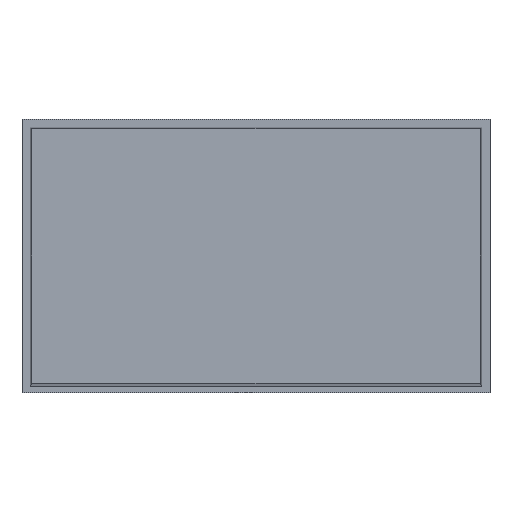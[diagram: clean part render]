
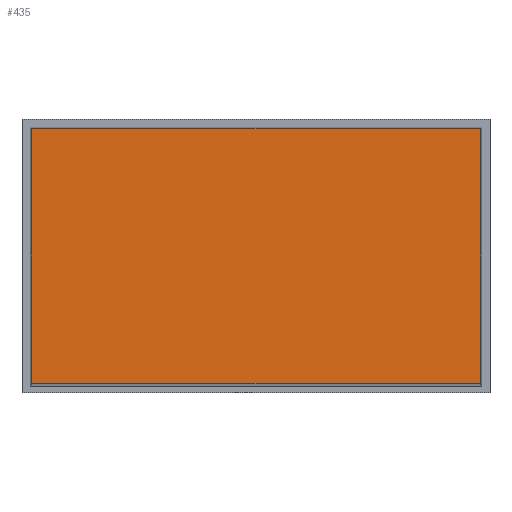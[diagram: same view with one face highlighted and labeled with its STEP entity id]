
A CAD part, front view. The second image highlights one B-rep face of the part: STEP entity #435.
In plain terms, the highlighted planar face has unit normal (0, -1, 0).
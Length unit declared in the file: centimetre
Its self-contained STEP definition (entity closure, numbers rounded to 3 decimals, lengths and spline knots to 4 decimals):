
#136=VERTEX_POINT('',#589);
#137=VERTEX_POINT('',#590);
#138=VERTEX_POINT('',#592);
#139=VERTEX_POINT('',#594);
#176=VECTOR('',#504,1.);
#177=VECTOR('',#505,1.);
#178=VECTOR('',#506,1.);
#179=VECTOR('',#507,1.);
#220=LINE('',#588,#176);
#221=LINE('',#591,#177);
#222=LINE('',#593,#178);
#223=LINE('',#595,#179);
#264=EDGE_CURVE('',#136,#137,#220,.T.);
#265=EDGE_CURVE('',#138,#136,#221,.T.);
#266=EDGE_CURVE('',#139,#138,#222,.T.);
#267=EDGE_CURVE('',#137,#139,#223,.T.);
#336=ORIENTED_EDGE('',*,*,#264,.F.);
#337=ORIENTED_EDGE('',*,*,#265,.F.);
#338=ORIENTED_EDGE('',*,*,#266,.F.);
#339=ORIENTED_EDGE('',*,*,#267,.F.);
#390=EDGE_LOOP('',(#336,#337,#338,#339));
#414=FACE_BOUND('',#390,.T.);
#435=ADVANCED_FACE('',(#414),#703,.F.);
#455=AXIS2_PLACEMENT_3D('',#587,#503,$);
#503=DIRECTION('',(0.,1.,0.));
#504=DIRECTION('',(0.,0.,-1.));
#505=DIRECTION('',(1.,0.,0.));
#506=DIRECTION('',(0.,0.,1.));
#507=DIRECTION('',(-1.,0.,0.));
#587=CARTESIAN_POINT('',(91.1225,-53.34,-50.165));
#588=CARTESIAN_POINT('',(178.435,-53.34,-0.635));
#589=CARTESIAN_POINT('',(178.435,-53.34,-0.635));
#590=CARTESIAN_POINT('',(178.435,-53.34,-99.695));
#591=CARTESIAN_POINT('',(3.81,-53.34,-0.635));
#592=CARTESIAN_POINT('',(3.81,-53.34,-0.635));
#593=CARTESIAN_POINT('',(3.81,-53.34,-99.695));
#594=CARTESIAN_POINT('',(3.81,-53.34,-99.695));
#595=CARTESIAN_POINT('',(178.435,-53.34,-99.695));
#703=PLANE('',#455);
